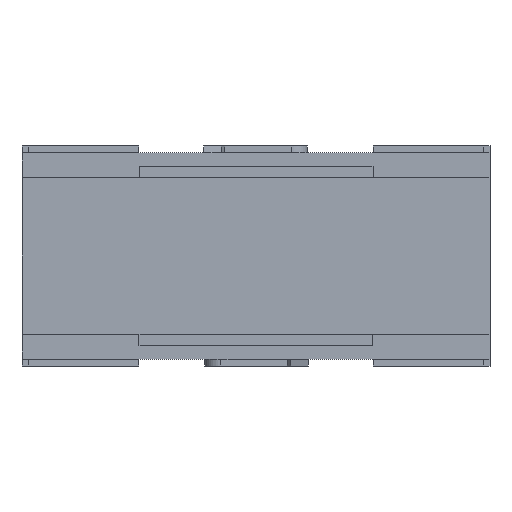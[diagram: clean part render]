
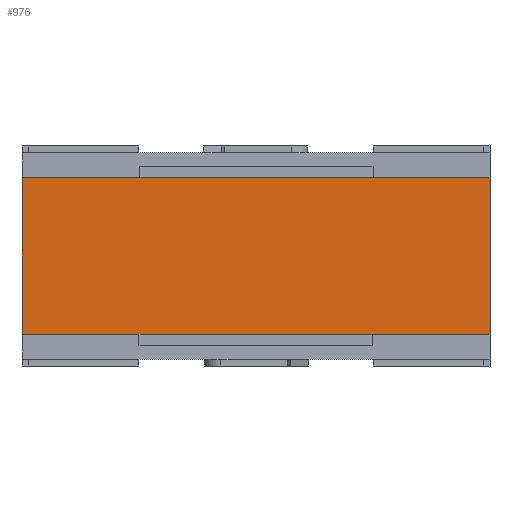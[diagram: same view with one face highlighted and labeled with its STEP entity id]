
A CAD part, front view. The second image highlights one B-rep face of the part: STEP entity #976.
In plain terms, the highlighted planar face has unit normal (0, -1, 0).
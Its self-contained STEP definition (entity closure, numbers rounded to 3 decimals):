
#976=ADVANCED_FACE('',(#2398),#2400,.T.);
#2398=FACE_BOUND('',#2399,.T.);
#2399=EDGE_LOOP('',(#3485,#3486,#3487,#3488));
#2400=PLANE('',#2401);
#2401=AXIS2_PLACEMENT_3D('',#2402,#2403,#2404);
#2402=CARTESIAN_POINT('',(-1.7,-0.9,0.23));
#2403=DIRECTION('',(0.,-1.,0.));
#2404=DIRECTION('',(1.,0.,0.));
#3485=ORIENTED_EDGE('',*,*,#4215,.T.);
#3486=ORIENTED_EDGE('',*,*,#4216,.T.);
#3487=ORIENTED_EDGE('',*,*,#4217,.F.);
#3488=ORIENTED_EDGE('',*,*,#4213,.F.);
#4213=EDGE_CURVE('',#4880,#4882,#4883,.T.);
#4215=EDGE_CURVE('',#4880,#4885,#4886,.T.);
#4216=EDGE_CURVE('',#4885,#4887,#4888,.T.);
#4217=EDGE_CURVE('',#4882,#4887,#4889,.T.);
#4880=VERTEX_POINT('',#6266);
#4882=VERTEX_POINT('',#6270);
#4883=LINE('',#6271,#6272);
#4885=VERTEX_POINT('',#6277);
#4886=LINE('',#6278,#6279);
#4887=VERTEX_POINT('',#6281);
#4888=LINE('',#6282,#6283);
#4889=LINE('',#6285,#6286);
#6266=CARTESIAN_POINT('',(-1.7,-0.9,0.23));
#6270=CARTESIAN_POINT('',(-1.7,-0.9,1.37));
#6271=CARTESIAN_POINT('',(-1.7,-0.9,0.23));
#6272=VECTOR('',#6273,1.);
#6273=DIRECTION('',(0.,0.,1.));
#6277=CARTESIAN_POINT('',(1.7,-0.9,0.23));
#6278=CARTESIAN_POINT('',(-1.7,-0.9,0.23));
#6279=VECTOR('',#6280,1.);
#6280=DIRECTION('',(1.,0.,0.));
#6281=CARTESIAN_POINT('',(1.7,-0.9,1.37));
#6282=CARTESIAN_POINT('',(1.7,-0.9,0.23));
#6283=VECTOR('',#6284,1.);
#6284=DIRECTION('',(0.,0.,1.));
#6285=CARTESIAN_POINT('',(-1.7,-0.9,1.37));
#6286=VECTOR('',#6287,1.);
#6287=DIRECTION('',(1.,0.,0.));
